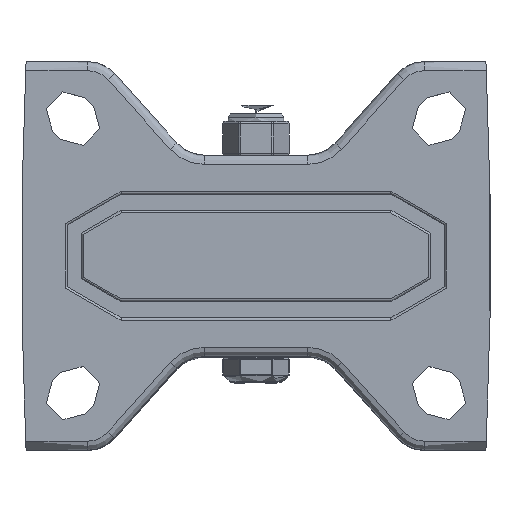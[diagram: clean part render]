
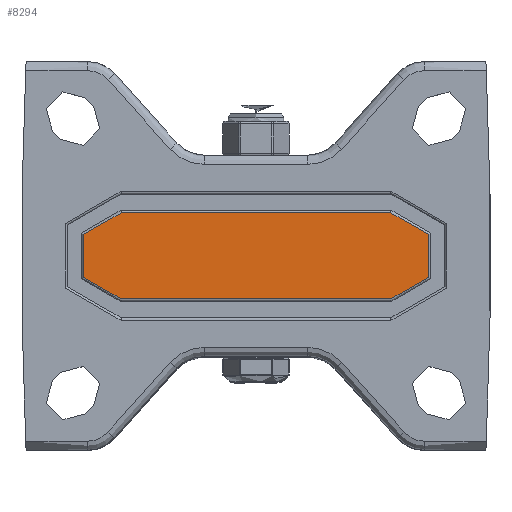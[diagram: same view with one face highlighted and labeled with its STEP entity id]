
A CAD part, top view. The second image highlights one B-rep face of the part: STEP entity #8294.
In plain terms, the highlighted planar face has unit normal (0, 0, 1).
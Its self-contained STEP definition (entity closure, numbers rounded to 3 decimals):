
#521=PLANE('',#9059);
#831=LINE('',#13046,#1448);
#833=LINE('',#13058,#1450);
#1448=VECTOR('',#10332,1000.);
#1450=VECTOR('',#10346,1000.);
#2246=FACE_OUTER_BOUND('',#2768,.T.);
#2768=EDGE_LOOP('',(#6290,#6291,#6292,#6293));
#3284=CIRCLE('',#9007,9.4);
#3287=CIRCLE('',#9012,9.4);
#3810=VERTEX_POINT('',#13042);
#3812=VERTEX_POINT('',#13045);
#3815=VERTEX_POINT('',#13053);
#3816=VERTEX_POINT('',#13057);
#4669=EDGE_CURVE('',#3810,#3812,#831,.T.);
#4673=EDGE_CURVE('',#3812,#3815,#3284,.T.);
#4675=EDGE_CURVE('',#3815,#3816,#833,.T.);
#4678=EDGE_CURVE('',#3816,#3810,#3287,.T.);
#6290=ORIENTED_EDGE('',*,*,#4678,.F.);
#6291=ORIENTED_EDGE('',*,*,#4675,.F.);
#6292=ORIENTED_EDGE('',*,*,#4673,.F.);
#6293=ORIENTED_EDGE('',*,*,#4669,.F.);
#8294=ADVANCED_FACE('',(#2246),#521,.T.);
#9007=AXIS2_PLACEMENT_3D('',#13054,#10340,#10341);
#9012=AXIS2_PLACEMENT_3D('',#13063,#10352,#10353);
#9059=AXIS2_PLACEMENT_3D('',#13579,#10502,#10503);
#10332=DIRECTION('',(1.,0.,0.));
#10340=DIRECTION('center_axis',(0.,0.,-1.));
#10341=DIRECTION('ref_axis',(1.,0.,0.));
#10346=DIRECTION('',(-1.,0.,0.));
#10352=DIRECTION('center_axis',(0.,0.,-1.));
#10353=DIRECTION('ref_axis',(-1.,0.,0.));
#10502=DIRECTION('center_axis',(0.,0.,1.));
#10503=DIRECTION('ref_axis',(1.,0.,0.));
#13042=CARTESIAN_POINT('',(-29.5,9.4,0.));
#13045=CARTESIAN_POINT('',(29.5,9.4,0.));
#13046=CARTESIAN_POINT('',(0.,9.4,0.));
#13053=CARTESIAN_POINT('',(29.5,-9.4,0.));
#13054=CARTESIAN_POINT('Origin',(29.5,0.,0.));
#13057=CARTESIAN_POINT('',(-29.5,-9.4,0.));
#13058=CARTESIAN_POINT('',(0.,-9.4,0.));
#13063=CARTESIAN_POINT('Origin',(-29.5,0.,
0.));
#13579=CARTESIAN_POINT('Origin',(0.,0.,0.));
